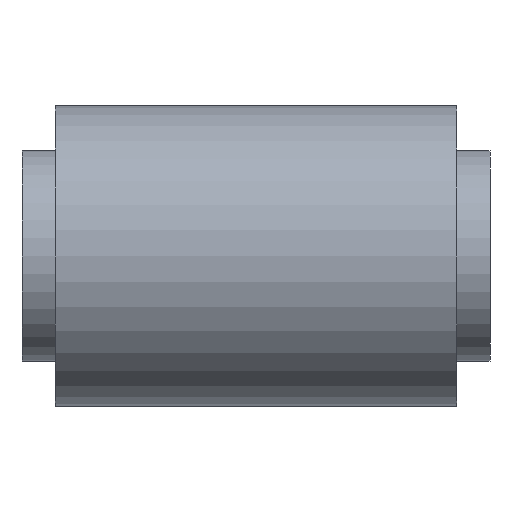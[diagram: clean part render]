
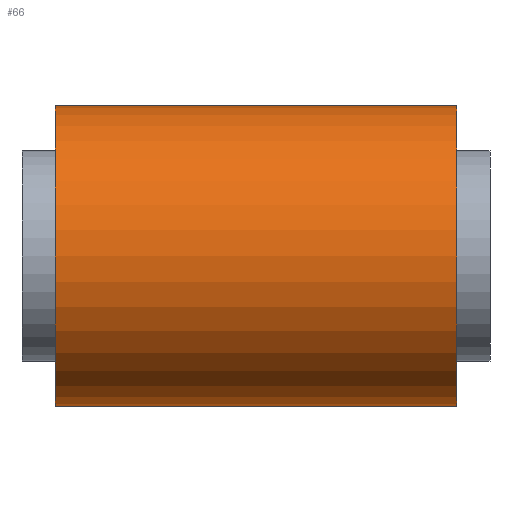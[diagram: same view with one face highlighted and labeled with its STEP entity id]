
A CAD part, front view. The second image highlights one B-rep face of the part: STEP entity #66.
In plain terms, the highlighted cylindrical face has radius 45 mm (diameter 90 mm), a full revolution.
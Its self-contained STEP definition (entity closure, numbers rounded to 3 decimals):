
#66 = ADVANCED_FACE( '', ( #141, #142 ), #143, .T. );
#141 = FACE_OUTER_BOUND( '', #212, .T. );
#142 = FACE_OUTER_BOUND( '', #213, .T. );
#143 = CYLINDRICAL_SURFACE( '', #214, 45. );
#212 = EDGE_LOOP( '', ( #303 ) );
#213 = EDGE_LOOP( '', ( #304 ) );
#214 = AXIS2_PLACEMENT_3D( '', #305, #306, #307 );
#303 = ORIENTED_EDGE( '', *, *, #331, .T. );
#304 = ORIENTED_EDGE( '', *, *, #327, .F. );
#305 = CARTESIAN_POINT( '', ( 70., 0., 0. ) );
#306 = DIRECTION( '', ( -1., 0., 0. ) );
#307 = DIRECTION( '', ( 0., 0., -1. ) );
#327 = EDGE_CURVE( '', #363, #363, #364, .T. );
#331 = EDGE_CURVE( '', #370, #370, #371, .T. );
#363 = VERTEX_POINT( '', #411 );
#364 = CIRCLE( '', #412, 45. );
#370 = VERTEX_POINT( '', #418 );
#371 = CIRCLE( '', #419, 45. );
#411 = CARTESIAN_POINT( '', ( 60., 0., -45. ) );
#412 = AXIS2_PLACEMENT_3D( '', #460, #461, #462 );
#418 = CARTESIAN_POINT( '', ( -60., 0., -45. ) );
#419 = AXIS2_PLACEMENT_3D( '', #469, #470, #471 );
#460 = CARTESIAN_POINT( '', ( 60., 0., 0. ) );
#461 = DIRECTION( '', ( 1., 0., 0. ) );
#462 = DIRECTION( '', ( 0., 0., -1. ) );
#469 = CARTESIAN_POINT( '', ( -60., 0., 0. ) );
#470 = DIRECTION( '', ( 1., 0., 0. ) );
#471 = DIRECTION( '', ( 0., 0., -1. ) );
